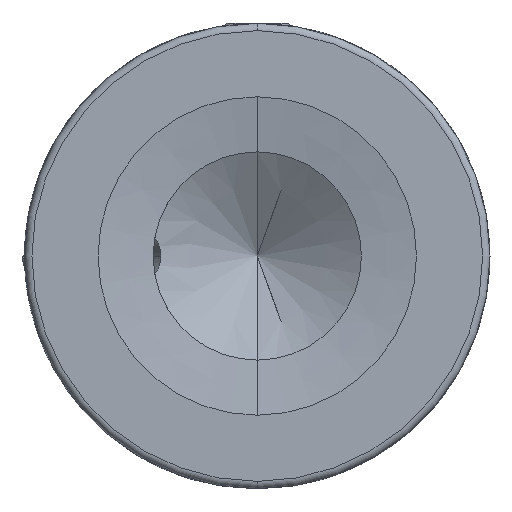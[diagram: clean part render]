
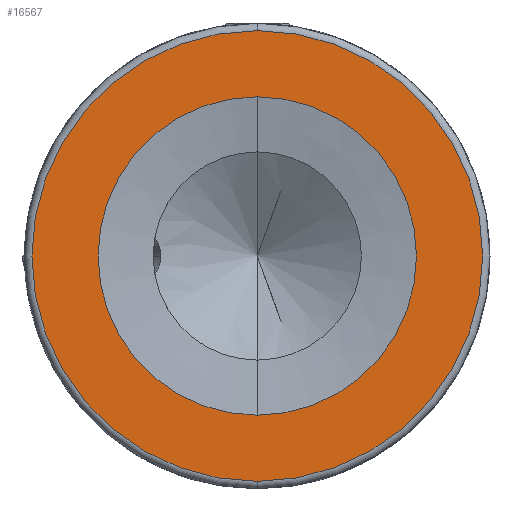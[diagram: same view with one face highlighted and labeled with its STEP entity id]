
A CAD part, left-side view. The second image highlights one B-rep face of the part: STEP entity #16567.
In plain terms, the highlighted planar face has unit normal (-1, 0, 0).
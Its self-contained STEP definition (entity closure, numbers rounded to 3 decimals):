
#72 = ORIENTED_EDGE ( 'NONE', *, *, #10694, .F. ) ;
#163 = CARTESIAN_POINT ( 'NONE',  ( -17., 0., 9.2 ) ) ;
#1693 = CARTESIAN_POINT ( 'NONE',  ( -17., 0., 0. ) ) ;
#2131 = CIRCLE ( 'NONE', #5984, 6.5 ) ;
#3390 = EDGE_CURVE ( 'NONE', #23164, #7039, #19129, .T. ) ;
#3596 = DIRECTION ( 'NONE',  ( 0., 0., 1. ) ) ;
#4587 = DIRECTION ( 'NONE',  ( 0., 0., 1. ) ) ;
#4673 = DIRECTION ( 'NONE',  ( -1., 0., 0. ) ) ;
#5231 = CARTESIAN_POINT ( 'NONE',  ( -17., 0., 6.5 ) ) ;
#5722 = CIRCLE ( 'NONE', #24208, 6.5 ) ;
#5984 = AXIS2_PLACEMENT_3D ( 'NONE', #1693, #15068, #3596 ) ;
#6277 = CARTESIAN_POINT ( 'NONE',  ( -17., 0., 0. ) ) ;
#6639 = DIRECTION ( 'NONE',  ( 0., 0., 1. ) ) ;
#6893 = EDGE_LOOP ( 'NONE', ( #72, #9537 ) ) ;
#7039 = VERTEX_POINT ( 'NONE', #19236 ) ;
#7696 = CARTESIAN_POINT ( 'NONE',  ( -17., 0., -6.5 ) ) ;
#7716 = DIRECTION ( 'NONE',  ( -1., 0., 0. ) ) ;
#7817 = AXIS2_PLACEMENT_3D ( 'NONE', #19262, #19234, #19206 ) ;
#7886 = CARTESIAN_POINT ( 'NONE',  ( -17., 0., 0. ) ) ;
#8737 = AXIS2_PLACEMENT_3D ( 'NONE', #6277, #4673, #4587 ) ;
#9537 = ORIENTED_EDGE ( 'NONE', *, *, #18731, .F. ) ;
#10162 = DIRECTION ( 'NONE',  ( 0., 0., -1. ) ) ;
#10194 = DIRECTION ( 'NONE',  ( 1., 0., 0. ) ) ;
#10241 = CARTESIAN_POINT ( 'NONE',  ( -17., 6.5, 0. ) ) ;
#10594 = PLANE ( 'NONE',  #17614 ) ;
#10694 = EDGE_CURVE ( 'NONE', #24368, #13017, #5722, .T. ) ;
#10909 = CIRCLE ( 'NONE', #7817, 9.2 ) ;
#12065 = ORIENTED_EDGE ( 'NONE', *, *, #3390, .T. ) ;
#12132 = ORIENTED_EDGE ( 'NONE', *, *, #16106, .T. ) ;
#13017 = VERTEX_POINT ( 'NONE', #7696 ) ;
#14665 = EDGE_LOOP ( 'NONE', ( #12065, #12132 ) ) ;
#15068 = DIRECTION ( 'NONE',  ( -1., 0., 0. ) ) ;
#16106 = EDGE_CURVE ( 'NONE', #7039, #23164, #10909, .T. ) ;
#16567 = ADVANCED_FACE ( 'NONE', ( #23455, #18976 ), #10594, .F. ) ;
#17614 = AXIS2_PLACEMENT_3D ( 'NONE', #10241, #10194, #10162 ) ;
#18731 = EDGE_CURVE ( 'NONE', #13017, #24368, #2131, .T. ) ;
#18976 = FACE_OUTER_BOUND ( 'NONE', #14665, .T. ) ;
#19129 = CIRCLE ( 'NONE', #8737, 9.2 ) ;
#19206 = DIRECTION ( 'NONE',  ( 0., 0., 1. ) ) ;
#19234 = DIRECTION ( 'NONE',  ( -1., 0., 0. ) ) ;
#19236 = CARTESIAN_POINT ( 'NONE',  ( -17., 0., -9.2 ) ) ;
#19262 = CARTESIAN_POINT ( 'NONE',  ( -17., 0., 0. ) ) ;
#23164 = VERTEX_POINT ( 'NONE', #163 ) ;
#23455 = FACE_BOUND ( 'NONE', #6893, .T. ) ;
#24208 = AXIS2_PLACEMENT_3D ( 'NONE', #7886, #7716, #6639 ) ;
#24368 = VERTEX_POINT ( 'NONE', #5231 ) ;
